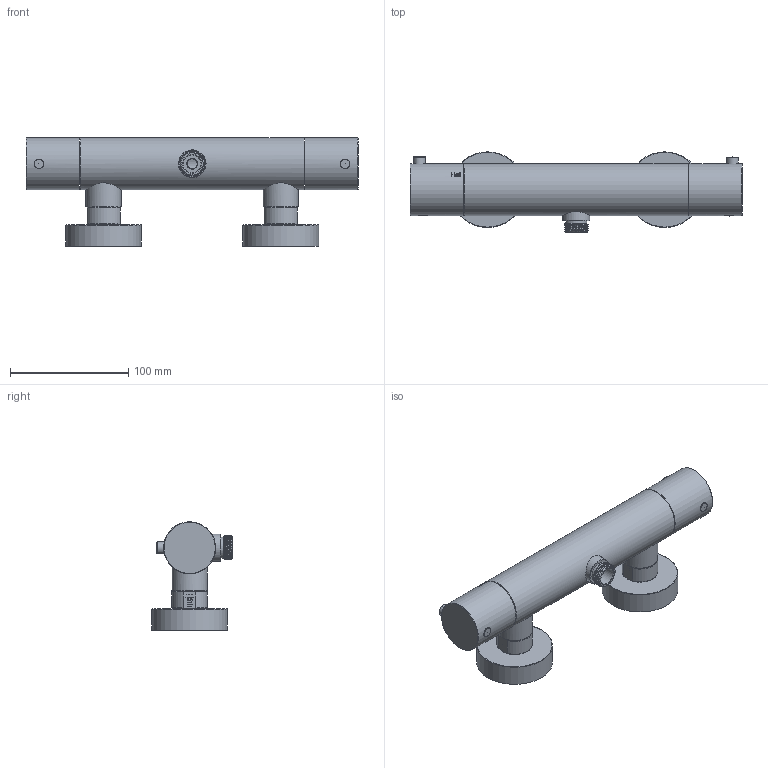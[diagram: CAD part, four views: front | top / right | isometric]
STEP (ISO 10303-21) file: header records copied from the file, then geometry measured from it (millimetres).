
FILE_DESCRIPTION(/* description */ ('Unknown'),/* implementation_level */ '2;1');
FILE_NAME(/* name */ 'AR088',/* time_stamp */ '2022-12-13T15:38:35+01:00',/* author */ ('Unknown'),/* organization */ ('Unknown'),/* preprocessor_version */ 'ST-DEVELOPER v16.7',/* originating_system */ 'DEX',/* authorisation */ $);
FILE_SCHEMA (('AUTOMOTIVE_DESIGN {1 0 10303 214 3 1 1}'));
Length unit declared in the file: millimetre
Products named in the file (13): AR088-00; AR088-10; AR088-11; AR088-02; AR088-12; AR088-005_oa_0; C023032_22300DL; C037011_22300ZZ; A047089_22900ZZ; AR088-006_oa_1; C023032_22300H1; AR088-014_oa_2; AR088-01
Assembly tree (17 placements, depth 3):
  AR088-00
    AR088-10  x2
    AR088-11  x2
    AR088-02
    AR088-12  x2
    AR088-005_oa_0
      C023032_22300DL
      C037011_22300ZZ
      A047089_22900ZZ
    AR088-006_oa_1
      C023032_22300H1
      C037011_22300ZZ
      A047089_22900ZZ
    AR088-014_oa_2
      AR088-01
Bounding box: 281.1 x 68 x 91.8 mm (x, y, z)
Volume: 315636.4 mm3; surface area: 124911.5 mm2
Topology: 14 solids, 14 shells, 681 faces, 1769 edges, 1157 vertices
Faces by surface type: plane 212, bspline 186, cylinder 166, cone 77, torus 35, sphere 5
Full cylindrical faces by diameter (mm): 3.3 x16, 4.1 x2, 4.3 x2, 6 x4, 6.2 x11, 6.4 x2, 7.8 x2, 8 x4, 9.95 x2, 10 x2, 10.1 x2, 11.6 x1, 12.05 x2, 13 x2, 14.3 x2, 14.6 x1, 15.05 x1, 15.2 x1, 18 x1, 19 x2, 20.2 x2, 21.5 x1, 21.8 x2, 22 x1, 22.2 x2, 23 x1, 23.4 x1, 23.5 x1, 24.4 x2, 25.5 x2
Entity records: 38037 total; most frequent: CARTESIAN_POINT 23582, ORIENTED_EDGE 2454, DIRECTION 1697, EDGE_CURVE 1227, VERTEX_POINT 869, FACE_BOUND 786, EDGE_LOOP 782, AXIS2_PLACEMENT_3D 723
